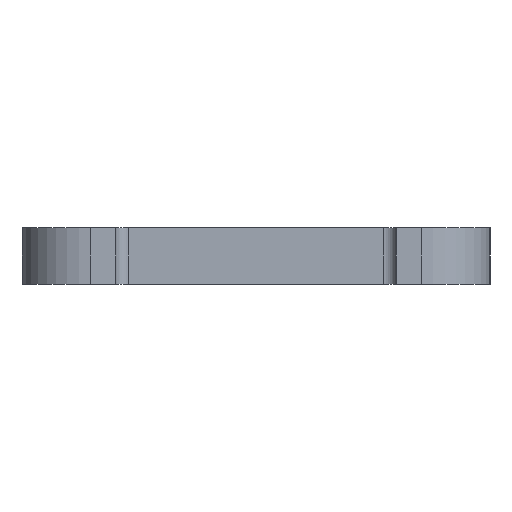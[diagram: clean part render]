
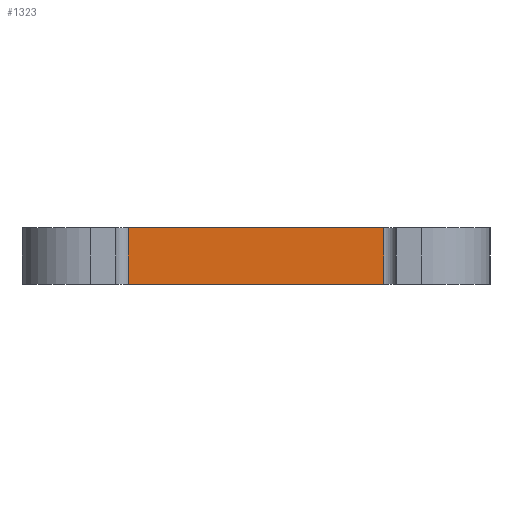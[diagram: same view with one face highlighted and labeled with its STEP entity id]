
A CAD part, left-side view. The second image highlights one B-rep face of the part: STEP entity #1323.
In plain terms, the highlighted planar face has unit normal (-1, 0, 0).
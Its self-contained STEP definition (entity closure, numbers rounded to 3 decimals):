
#704=CARTESIAN_POINT('Vertex',(-220.,-40.9,0.)) ;
#707=CARTESIAN_POINT('Line Origine',(-220.,0.,0.)) ;
#711=CARTESIAN_POINT('Vertex',(-220.,40.9,0.)) ;
#1285=CARTESIAN_POINT('Vertex',(-220.,-40.9,18.)) ;
#1288=CARTESIAN_POINT('Line Origine',(-220.,-40.9,8.34)) ;
#1300=CARTESIAN_POINT('Axis2P3D Location',(-220.,-40.9,18.)) ;
#1305=CARTESIAN_POINT('Line Origine',(-220.,0.,18.)) ;
#1309=CARTESIAN_POINT('Vertex',(-220.,40.9,18.)) ;
#1312=CARTESIAN_POINT('Line Origine',(-220.,40.9,9.)) ;
#708=DIRECTION('Vector Direction',(0.,1.,0.)) ;
#1289=DIRECTION('Vector Direction',(0.,0.,1.)) ;
#1301=DIRECTION('Axis2P3D Direction',(-1.,0.,0.)) ;
#1302=DIRECTION('Axis2P3D XDirection',(0.,1.,0.)) ;
#1306=DIRECTION('Vector Direction',(0.,1.,0.)) ;
#1313=DIRECTION('Vector Direction',(0.,0.,-1.)) ;
#1303=AXIS2_PLACEMENT_3D('Plane Axis2P3D',#1300,#1301,#1302) ;
#1318=ORIENTED_EDGE('',*,*,#1292,.F.) ;
#1319=ORIENTED_EDGE('',*,*,#1311,.T.) ;
#1320=ORIENTED_EDGE('',*,*,#1316,.T.) ;
#1321=ORIENTED_EDGE('',*,*,#713,.F.) ;
#709=VECTOR('Line Direction',#708,1.) ;
#1290=VECTOR('Line Direction',#1289,1.) ;
#1307=VECTOR('Line Direction',#1306,1.) ;
#1314=VECTOR('Line Direction',#1313,1.) ;
#1323=ADVANCED_FACE('Corps principal',(#1322),#1304,.T.) ;
#713=EDGE_CURVE('',#705,#712,#710,.T.) ;
#1292=EDGE_CURVE('',#1286,#705,#1291,.F.) ;
#1311=EDGE_CURVE('',#1286,#1310,#1308,.T.) ;
#1316=EDGE_CURVE('',#1310,#712,#1315,.T.) ;
#1317=EDGE_LOOP('',(#1318,#1319,#1320,#1321)) ;
#1322=FACE_OUTER_BOUND('',#1317,.T.) ;
#710=LINE('Line',#707,#709) ;
#1291=LINE('Line',#1288,#1290) ;
#1308=LINE('Line',#1305,#1307) ;
#1315=LINE('Line',#1312,#1314) ;
#1304=PLANE('Plane',#1303) ;
#705=VERTEX_POINT('',#704) ;
#712=VERTEX_POINT('',#711) ;
#1286=VERTEX_POINT('',#1285) ;
#1310=VERTEX_POINT('',#1309) ;
